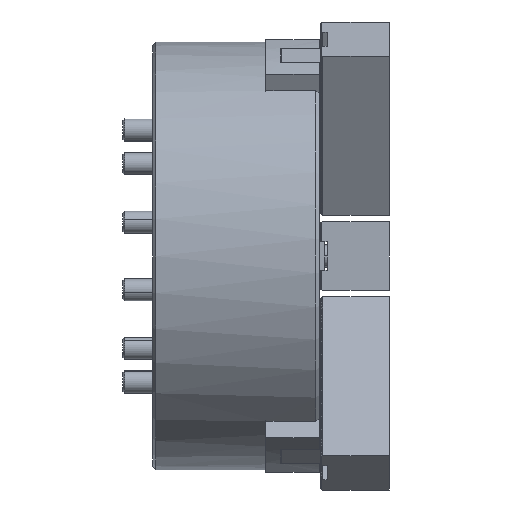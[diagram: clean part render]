
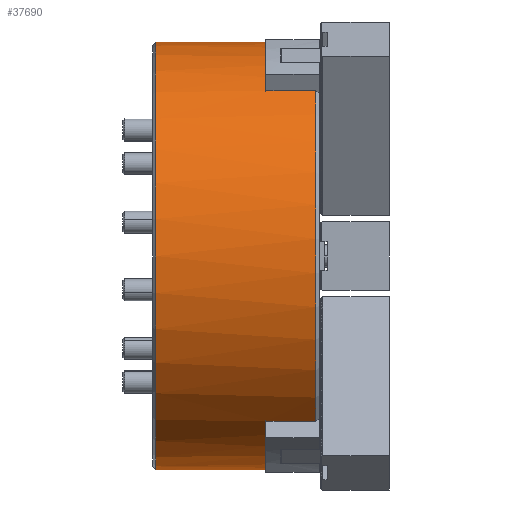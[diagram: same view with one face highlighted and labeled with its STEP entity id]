
A CAD part, front view. The second image highlights one B-rep face of the part: STEP entity #37690.
In plain terms, the highlighted cylindrical face has radius 192.5 mm (diameter 385 mm), a partial arc.
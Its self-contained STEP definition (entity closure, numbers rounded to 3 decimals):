
#603 = CARTESIAN_POINT ( 'NONE',  ( -3., -68.147, -180.034 ) ) ;
#1138 = CARTESIAN_POINT ( 'NONE',  ( 0., -121.841, -149.034 ) ) ;
#1604 = CARTESIAN_POINT ( 'NONE',  ( -48., -68.147, -180.034 ) ) ;
#1990 = AXIS2_PLACEMENT_3D ( 'NONE', #25833, #59302, #30693 ) ;
#3056 = CARTESIAN_POINT ( 'NONE',  ( 0., 0., -192.5 ) ) ;
#4181 = CIRCLE ( 'NONE', #47228, 192.5 ) ;
#4535 = AXIS2_PLACEMENT_3D ( 'NONE', #5824, #39405, #10666 ) ;
#5824 = CARTESIAN_POINT ( 'NONE',  ( -3., 0., 0. ) ) ;
#6113 = ORIENTED_EDGE ( 'NONE', *, *, #54873, .T. ) ;
#8888 = VECTOR ( 'NONE', #22641, 1000. ) ;
#9280 = CARTESIAN_POINT ( 'NONE',  ( -3., -68.147, 180.034 ) ) ;
#9320 = AXIS2_PLACEMENT_3D ( 'NONE', #50031, #21313, #54876 ) ;
#10666 = DIRECTION ( 'NONE',  ( 0., 0., -1. ) ) ;
#10728 = ORIENTED_EDGE ( 'NONE', *, *, #35333, .F. ) ;
#11106 = CARTESIAN_POINT ( 'NONE',  ( -48., 0., 0. ) ) ;
#11382 = AXIS2_PLACEMENT_3D ( 'NONE', #57062, #47277, #28394 ) ;
#11436 = CARTESIAN_POINT ( 'NONE',  ( -48., -121.841, 149.034 ) ) ;
#11545 = LINE ( 'NONE', #15148, #60989 ) ;
#12332 = ORIENTED_EDGE ( 'NONE', *, *, #14665, .T. ) ;
#12762 = LINE ( 'NONE', #51298, #25559 ) ;
#12911 = VECTOR ( 'NONE', #36611, 1000. ) ;
#13440 = CARTESIAN_POINT ( 'NONE',  ( -3., 0., 0. ) ) ;
#14420 = ORIENTED_EDGE ( 'NONE', *, *, #21349, .T. ) ;
#14665 = EDGE_CURVE ( 'NONE', #33322, #34647, #48193, .T. ) ;
#15148 = CARTESIAN_POINT ( 'NONE',  ( 0., -121.841, 149.034 ) ) ;
#15934 = DIRECTION ( 'NONE',  ( 0., 1., 0. ) ) ;
#17385 = VECTOR ( 'NONE', #20449, 1000. ) ;
#17765 = DIRECTION ( 'NONE',  ( -1., 0., 0. ) ) ;
#18253 = DIRECTION ( 'NONE',  ( 0., 0., -1. ) ) ;
#19018 = VERTEX_POINT ( 'NONE', #32936 ) ;
#20137 = VERTEX_POINT ( 'NONE', #9280 ) ;
#20217 = CARTESIAN_POINT ( 'NONE',  ( -147., 0., 0. ) ) ;
#20449 = DIRECTION ( 'NONE',  ( 1., 0., 0. ) ) ;
#21296 = ORIENTED_EDGE ( 'NONE', *, *, #60147, .T. ) ;
#21313 = DIRECTION ( 'NONE',  ( -1., 0., 0. ) ) ;
#21349 = EDGE_CURVE ( 'NONE', #59138, #33322, #44436, .T. ) ;
#22171 = DIRECTION ( 'NONE',  ( 1., 0., 0. ) ) ;
#22641 = DIRECTION ( 'NONE',  ( 1., 0., 0. ) ) ;
#23064 = CARTESIAN_POINT ( 'NONE',  ( -3., 0., 192.5 ) ) ;
#23927 = EDGE_CURVE ( 'NONE', #34647, #56439, #36643, .T. ) ;
#25068 = DIRECTION ( 'NONE',  ( 0., 0., 1. ) ) ;
#25559 = VECTOR ( 'NONE', #17765, 1000. ) ;
#25833 = CARTESIAN_POINT ( 'NONE',  ( -48., 0., 0. ) ) ;
#26064 = LINE ( 'NONE', #50889, #27553 ) ;
#27332 = FACE_OUTER_BOUND ( 'NONE', #42987, .T. ) ;
#27553 = VECTOR ( 'NONE', #22171, 1000. ) ;
#28394 = DIRECTION ( 'NONE',  ( 0., 0., -1. ) ) ;
#28429 = LINE ( 'NONE', #51348, #8888 ) ;
#29170 = VERTEX_POINT ( 'NONE', #23064 ) ;
#29199 = VERTEX_POINT ( 'NONE', #52200 ) ;
#29227 = CIRCLE ( 'NONE', #1990, 192.5 ) ;
#29301 = ORIENTED_EDGE ( 'NONE', *, *, #53987, .T. ) ;
#29721 = EDGE_CURVE ( 'NONE', #56439, #36789, #12762, .T. ) ;
#30289 = CIRCLE ( 'NONE', #9320, 192.5 ) ;
#30693 = DIRECTION ( 'NONE',  ( 0., 1., 0. ) ) ;
#31753 = EDGE_CURVE ( 'NONE', #38797, #32911, #11545, .T. ) ;
#32911 = VERTEX_POINT ( 'NONE', #11436 ) ;
#32936 = CARTESIAN_POINT ( 'NONE',  ( -48., -121.841, -149.034 ) ) ;
#33090 = CARTESIAN_POINT ( 'NONE',  ( -147., 0., 192.5 ) ) ;
#33322 = VERTEX_POINT ( 'NONE', #33618 ) ;
#33618 = CARTESIAN_POINT ( 'NONE',  ( -147., 0., -192.5 ) ) ;
#34647 = VERTEX_POINT ( 'NONE', #40775 ) ;
#35126 = EDGE_CURVE ( 'NONE', #36789, #19018, #29227, .T. ) ;
#35333 = EDGE_CURVE ( 'NONE', #59138, #29170, #28429, .T. ) ;
#36611 = DIRECTION ( 'NONE',  ( 1., 0., 0. ) ) ;
#36643 = CIRCLE ( 'NONE', #38587, 192.5 ) ;
#36789 = VERTEX_POINT ( 'NONE', #1604 ) ;
#37178 = ORIENTED_EDGE ( 'NONE', *, *, #35126, .T. ) ;
#37690 = ADVANCED_FACE ( 'NONE', ( #27332 ), #56796, .T. ) ;
#38587 = AXIS2_PLACEMENT_3D ( 'NONE', #13440, #47005, #18253 ) ;
#38797 = VERTEX_POINT ( 'NONE', #61288 ) ;
#39040 = DIRECTION ( 'NONE',  ( -1., 0., 0. ) ) ;
#39405 = DIRECTION ( 'NONE',  ( -1., 0., 0. ) ) ;
#40775 = CARTESIAN_POINT ( 'NONE',  ( -3., 0., -192.5 ) ) ;
#41837 = CARTESIAN_POINT ( 'NONE',  ( -48., -68.147, 180.034 ) ) ;
#42987 = EDGE_LOOP ( 'NONE', ( #10728, #14420, #12332, #57593, #48169, #37178, #62062, #29301, #47510, #43094, #21296, #6113 ) ) ;
#43094 = ORIENTED_EDGE ( 'NONE', *, *, #47181, .T. ) ;
#43513 = AXIS2_PLACEMENT_3D ( 'NONE', #20217, #53789, #25068 ) ;
#44144 = EDGE_CURVE ( 'NONE', #19018, #29199, #54166, .T. ) ;
#44436 = CIRCLE ( 'NONE', #43513, 192.5 ) ;
#44669 = DIRECTION ( 'NONE',  ( -1., 0., 0. ) ) ;
#44846 = VERTEX_POINT ( 'NONE', #41837 ) ;
#47005 = DIRECTION ( 'NONE',  ( -1., 0., 0. ) ) ;
#47181 = EDGE_CURVE ( 'NONE', #32911, #44846, #4181, .T. ) ;
#47228 = AXIS2_PLACEMENT_3D ( 'NONE', #11106, #44669, #15934 ) ;
#47277 = DIRECTION ( 'NONE',  ( 1., 0., 0. ) ) ;
#47510 = ORIENTED_EDGE ( 'NONE', *, *, #31753, .T. ) ;
#48169 = ORIENTED_EDGE ( 'NONE', *, *, #29721, .T. ) ;
#48193 = LINE ( 'NONE', #3056, #12911 ) ;
#50031 = CARTESIAN_POINT ( 'NONE',  ( -3., 0., 0. ) ) ;
#50889 = CARTESIAN_POINT ( 'NONE',  ( 0., -68.147, 180.034 ) ) ;
#51298 = CARTESIAN_POINT ( 'NONE',  ( 0., -68.147, -180.034 ) ) ;
#51348 = CARTESIAN_POINT ( 'NONE',  ( 0., 0., 192.5 ) ) ;
#52200 = CARTESIAN_POINT ( 'NONE',  ( -3., -121.841, -149.034 ) ) ;
#53789 = DIRECTION ( 'NONE',  ( 1., 0., 0. ) ) ;
#53987 = EDGE_CURVE ( 'NONE', #29199, #38797, #30289, .T. ) ;
#54148 = CIRCLE ( 'NONE', #4535, 192.5 ) ;
#54166 = LINE ( 'NONE', #1138, #17385 ) ;
#54873 = EDGE_CURVE ( 'NONE', #20137, #29170, #54148, .T. ) ;
#54876 = DIRECTION ( 'NONE',  ( 0., 0., -1. ) ) ;
#56439 = VERTEX_POINT ( 'NONE', #603 ) ;
#56796 = CYLINDRICAL_SURFACE ( 'NONE', #11382, 192.5 ) ;
#57062 = CARTESIAN_POINT ( 'NONE',  ( 0., 0., 0. ) ) ;
#57593 = ORIENTED_EDGE ( 'NONE', *, *, #23927, .T. ) ;
#59138 = VERTEX_POINT ( 'NONE', #33090 ) ;
#59302 = DIRECTION ( 'NONE',  ( -1., 0., 0. ) ) ;
#60147 = EDGE_CURVE ( 'NONE', #44846, #20137, #26064, .T. ) ;
#60989 = VECTOR ( 'NONE', #39040, 1000. ) ;
#61288 = CARTESIAN_POINT ( 'NONE',  ( -3., -121.841, 149.034 ) ) ;
#62062 = ORIENTED_EDGE ( 'NONE', *, *, #44144, .T. ) ;
